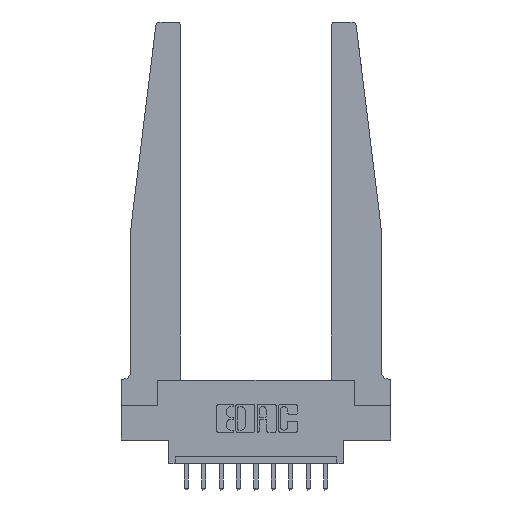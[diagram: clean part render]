
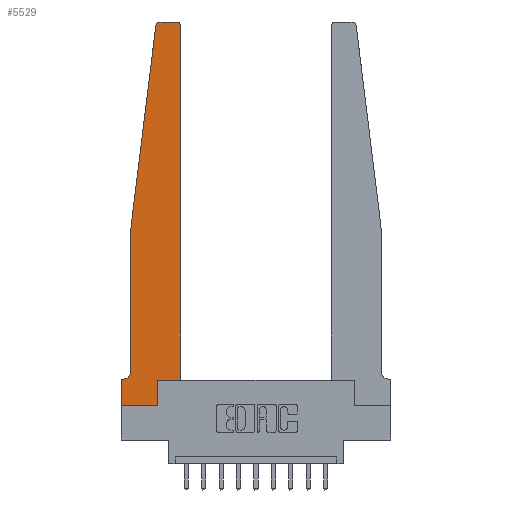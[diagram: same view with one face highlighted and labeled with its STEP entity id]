
A CAD part, top view. The second image highlights one B-rep face of the part: STEP entity #5529.
In plain terms, the highlighted planar face has unit normal (0, 0, 1).
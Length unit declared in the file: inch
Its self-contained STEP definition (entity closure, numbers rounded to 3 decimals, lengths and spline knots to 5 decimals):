
#15 = VERTEX_POINT ( 'NONE', #10758 ) ;
#101 = AXIS2_PLACEMENT_3D ( 'NONE', #5560, #6684, #14634 ) ;
#198 = LINE ( 'NONE', #13724, #2947 ) ;
#243 = ORIENTED_EDGE ( 'NONE', *, *, #1644, .T. ) ;
#254 = VECTOR ( 'NONE', #2550, 39.37008 ) ;
#283 = CARTESIAN_POINT ( 'NONE',  ( 0.065, 0.1875, 0.37 ) ) ;
#289 = VECTOR ( 'NONE', #1620, 39.37008 ) ;
#499 = VECTOR ( 'NONE', #1024, 39.37008 ) ;
#562 = EDGE_CURVE ( 'NONE', #13016, #15, #10923, .T. ) ;
#716 = DIRECTION ( 'NONE',  ( 1., 0., 0. ) ) ;
#1024 = DIRECTION ( 'NONE',  ( 0., 1., 0. ) ) ;
#1266 = ORIENTED_EDGE ( 'NONE', *, *, #4874, .T. ) ;
#1369 = CARTESIAN_POINT ( 'NONE',  ( 0.25, 2.75, 0.37 ) ) ;
#1496 = VECTOR ( 'NONE', #6993, 39.37008 ) ;
#1512 = CARTESIAN_POINT ( 'NONE',  ( 0.065, 1.25, 0.37 ) ) ;
#1550 = CARTESIAN_POINT ( 'NONE',  ( 0.015, 0.1875, 0.37 ) ) ;
#1620 = DIRECTION ( 'NONE',  ( -1., 0., 0. ) ) ;
#1644 = EDGE_CURVE ( 'NONE', #7688, #3609, #13618, .T. ) ;
#1654 = DIRECTION ( 'NONE',  ( 1., 0., 0. ) ) ;
#1825 = EDGE_CURVE ( 'NONE', #12537, #3799, #13955, .T. ) ;
#1829 = DIRECTION ( 'NONE',  ( 0., 0., 1. ) ) ;
#2264 = EDGE_CURVE ( 'NONE', #12325, #12537, #14489, .T. ) ;
#2314 = DIRECTION ( 'NONE',  ( 0., 0., 1. ) ) ;
#2528 = EDGE_CURVE ( 'NONE', #11292, #12325, #6700, .T. ) ;
#2550 = DIRECTION ( 'NONE',  ( -1., 0., 0. ) ) ;
#2947 = VECTOR ( 'NONE', #8953, 39.37008 ) ;
#3298 = ORIENTED_EDGE ( 'NONE', *, *, #4751, .T. ) ;
#3464 = VECTOR ( 'NONE', #13838, 39.37008 ) ;
#3595 = EDGE_CURVE ( 'NONE', #4276, #10328, #8298, .T. ) ;
#3609 = VERTEX_POINT ( 'NONE', #10078 ) ;
#3799 = VERTEX_POINT ( 'NONE', #11700 ) ;
#3937 = DIRECTION ( 'NONE',  ( 0., -1., 0. ) ) ;
#4119 = PLANE ( 'NONE',  #4339 ) ;
#4260 = LINE ( 'NONE', #10471, #1496 ) ;
#4276 = VERTEX_POINT ( 'NONE', #9427 ) ;
#4339 = AXIS2_PLACEMENT_3D ( 'NONE', #11013, #8640, #1654 ) ;
#4751 = EDGE_CURVE ( 'NONE', #10328, #12839, #4260, .T. ) ;
#4874 = EDGE_CURVE ( 'NONE', #12839, #11292, #6465, .T. ) ;
#4971 = VECTOR ( 'NONE', #3937, 39.37008 ) ;
#5371 = LINE ( 'NONE', #11045, #11520 ) ;
#5529 = ADVANCED_FACE ( 'NONE', ( #9300 ), #4119, .T. ) ;
#5560 = CARTESIAN_POINT ( 'NONE',  ( 0.015, 0.2375, 0.37 ) ) ;
#6003 = AXIS2_PLACEMENT_3D ( 'NONE', #14544, #1829, #716 ) ;
#6465 = LINE ( 'NONE', #1512, #4971 ) ;
#6610 = CARTESIAN_POINT ( 'NONE',  ( 0., 0.1875, 0.37 ) ) ;
#6684 = DIRECTION ( 'NONE',  ( 0., 0., -1. ) ) ;
#6700 = CIRCLE ( 'NONE', #101, 0.05 ) ;
#6893 = CARTESIAN_POINT ( 'NONE',  ( 0.395, 2.72, 0.37 ) ) ;
#6993 = DIRECTION ( 'NONE',  ( -0.122, -0.992, 0. ) ) ;
#7688 = VERTEX_POINT ( 'NONE', #11745 ) ;
#7761 = CARTESIAN_POINT ( 'NONE',  ( 0.425, 0.18, 0.37 ) ) ;
#7943 = LINE ( 'NONE', #1369, #254 ) ;
#8138 = ORIENTED_EDGE ( 'NONE', *, *, #9368, .T. ) ;
#8221 = ORIENTED_EDGE ( 'NONE', *, *, #13768, .T. ) ;
#8298 = CIRCLE ( 'NONE', #6003, 0.03 ) ;
#8401 = CARTESIAN_POINT ( 'NONE',  ( 0.065, 1.25, 0.37 ) ) ;
#8528 = VECTOR ( 'NONE', #14357, 39.37008 ) ;
#8640 = DIRECTION ( 'NONE',  ( 0., 0., 1. ) ) ;
#8681 = AXIS2_PLACEMENT_3D ( 'NONE', #6893, #2314, #11955 ) ;
#8731 = DIRECTION ( 'NONE',  ( 1., 0., 0. ) ) ;
#8953 = DIRECTION ( 'NONE',  ( 1., 0., 0. ) ) ;
#9062 = VERTEX_POINT ( 'NONE', #13946 ) ;
#9163 = ORIENTED_EDGE ( 'NONE', *, *, #2528, .T. ) ;
#9300 = FACE_OUTER_BOUND ( 'NONE', #14036, .T. ) ;
#9368 = EDGE_CURVE ( 'NONE', #3799, #13016, #5371, .T. ) ;
#9427 = CARTESIAN_POINT ( 'NONE',  ( 0.27653, 2.75, 0.37 ) ) ;
#9673 = CARTESIAN_POINT ( 'NONE',  ( 0.24675, 2.72367, 0.37 ) ) ;
#9688 = CARTESIAN_POINT ( 'NONE',  ( 0., 0., 0.37 ) ) ;
#10078 = CARTESIAN_POINT ( 'NONE',  ( 0.425, 2.72, 0.37 ) ) ;
#10328 = VERTEX_POINT ( 'NONE', #9673 ) ;
#10471 = CARTESIAN_POINT ( 'NONE',  ( 0.065, 1.25, 0.37 ) ) ;
#10758 = CARTESIAN_POINT ( 'NONE',  ( 0.2605, 0.18, 0.37 ) ) ;
#10923 = LINE ( 'NONE', #12914, #3464 ) ;
#10949 = ORIENTED_EDGE ( 'NONE', *, *, #2264, .T. ) ;
#11013 = CARTESIAN_POINT ( 'NONE',  ( 0., 0.1875, 0.37 ) ) ;
#11045 = CARTESIAN_POINT ( 'NONE',  ( 0., 0., 0.37 ) ) ;
#11292 = VERTEX_POINT ( 'NONE', #11313 ) ;
#11313 = CARTESIAN_POINT ( 'NONE',  ( 0.065, 0.2375, 0.37 ) ) ;
#11520 = VECTOR ( 'NONE', #8731, 39.37008 ) ;
#11574 = ORIENTED_EDGE ( 'NONE', *, *, #562, .T. ) ;
#11648 = EDGE_CURVE ( 'NONE', #15, #7688, #198, .T. ) ;
#11700 = CARTESIAN_POINT ( 'NONE',  ( 0., 0., 0.37 ) ) ;
#11745 = CARTESIAN_POINT ( 'NONE',  ( 0.425, 0.18, 0.37 ) ) ;
#11761 = EDGE_CURVE ( 'NONE', #3609, #9062, #13666, .T. ) ;
#11829 = ORIENTED_EDGE ( 'NONE', *, *, #11648, .T. ) ;
#11903 = CARTESIAN_POINT ( 'NONE',  ( 0.2605, 0., 0.37 ) ) ;
#11955 = DIRECTION ( 'NONE',  ( 1., 0., 0. ) ) ;
#12325 = VERTEX_POINT ( 'NONE', #1550 ) ;
#12537 = VERTEX_POINT ( 'NONE', #6610 ) ;
#12558 = ORIENTED_EDGE ( 'NONE', *, *, #11761, .T. ) ;
#12839 = VERTEX_POINT ( 'NONE', #8401 ) ;
#12914 = CARTESIAN_POINT ( 'NONE',  ( 0.2605, 0.18, 0.37 ) ) ;
#13016 = VERTEX_POINT ( 'NONE', #11903 ) ;
#13582 = ORIENTED_EDGE ( 'NONE', *, *, #1825, .T. ) ;
#13618 = LINE ( 'NONE', #7761, #499 ) ;
#13666 = CIRCLE ( 'NONE', #8681, 0.03 ) ;
#13724 = CARTESIAN_POINT ( 'NONE',  ( 0.425, 0.18, 0.37 ) ) ;
#13768 = EDGE_CURVE ( 'NONE', #9062, #4276, #7943, .T. ) ;
#13838 = DIRECTION ( 'NONE',  ( 0., 1., 0. ) ) ;
#13946 = CARTESIAN_POINT ( 'NONE',  ( 0.395, 2.75, 0.37 ) ) ;
#13955 = LINE ( 'NONE', #9688, #8528 ) ;
#14001 = ORIENTED_EDGE ( 'NONE', *, *, #3595, .T. ) ;
#14036 = EDGE_LOOP ( 'NONE', ( #8221, #14001, #3298, #1266, #9163, #10949, #13582, #8138, #11574, #11829, #243, #12558 ) ) ;
#14357 = DIRECTION ( 'NONE',  ( 0., -1., 0. ) ) ;
#14489 = LINE ( 'NONE', #283, #289 ) ;
#14544 = CARTESIAN_POINT ( 'NONE',  ( 0.27653, 2.72, 0.37 ) ) ;
#14634 = DIRECTION ( 'NONE',  ( -1., 0., 0. ) ) ;
